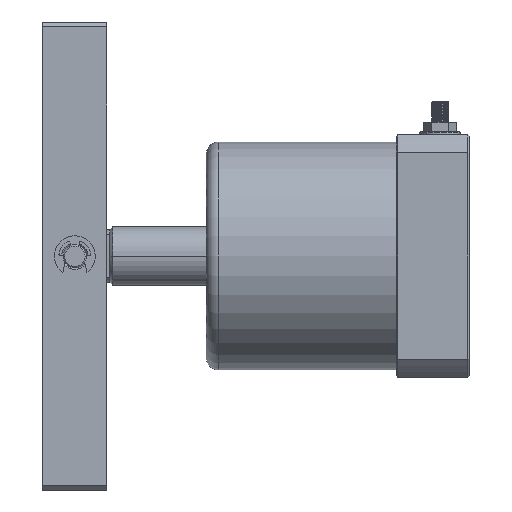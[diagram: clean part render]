
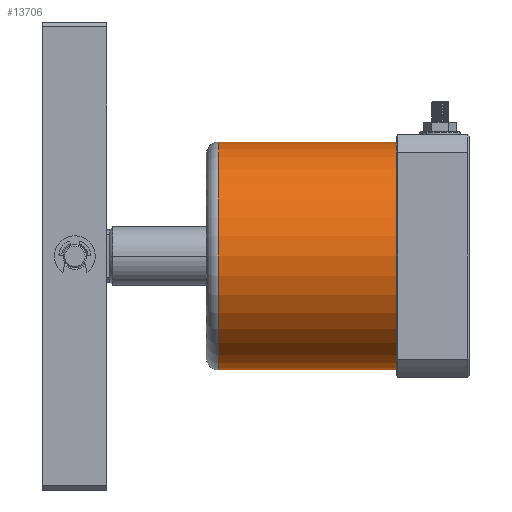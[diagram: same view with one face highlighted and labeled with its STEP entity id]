
A CAD part, left-side view. The second image highlights one B-rep face of the part: STEP entity #13706.
In plain terms, the highlighted cylindrical face has radius 39 mm (diameter 78 mm), a partial arc.
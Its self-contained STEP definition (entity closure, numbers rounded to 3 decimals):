
#50 = CARTESIAN_POINT ( 'NONE',  ( -14023.141, 1880.464, 39. ) ) ;
#287 = CARTESIAN_POINT ( 'NONE',  ( -14023.141, 1969.783, -39. ) ) ;
#547 = EDGE_CURVE ( 'NONE', #19399, #11671, #23052, .T. ) ;
#1933 = CARTESIAN_POINT ( 'NONE',  ( -14023.141, 1880.464, 0. ) ) ;
#2424 = VECTOR ( 'NONE', #7797, 1000. ) ;
#3121 = FACE_OUTER_BOUND ( 'NONE', #21984, .T. ) ;
#3782 = DIRECTION ( 'NONE',  ( 0., -1., 0. ) ) ;
#4399 = ORIENTED_EDGE ( 'NONE', *, *, #17141, .T. ) ;
#5031 = AXIS2_PLACEMENT_3D ( 'NONE', #21670, #8783, #19809 ) ;
#5137 = CARTESIAN_POINT ( 'NONE',  ( -14023.141, 1908.783, 39. ) ) ;
#5966 = EDGE_CURVE ( 'NONE', #10099, #19399, #9868, .T. ) ;
#6055 = LINE ( 'NONE', #50, #15276 ) ;
#7180 = VERTEX_POINT ( 'NONE', #10448 ) ;
#7595 = CARTESIAN_POINT ( 'NONE',  ( -14023.141, 1969.783, 0. ) ) ;
#7642 = ORIENTED_EDGE ( 'NONE', *, *, #5966, .T. ) ;
#7797 = DIRECTION ( 'NONE',  ( 0., -1., 0. ) ) ;
#8783 = DIRECTION ( 'NONE',  ( 0., 1., 0. ) ) ;
#9476 = DIRECTION ( 'NONE',  ( 0., 0., -1. ) ) ;
#9868 = LINE ( 'NONE', #16898, #2424 ) ;
#10099 = VERTEX_POINT ( 'NONE', #287 ) ;
#10448 = CARTESIAN_POINT ( 'NONE',  ( -14023.141, 1969.783, 39. ) ) ;
#11060 = DIRECTION ( 'NONE',  ( 0., -1., 0. ) ) ;
#11671 = VERTEX_POINT ( 'NONE', #5137 ) ;
#12241 = CIRCLE ( 'NONE', #15680, 39. ) ;
#12357 = CYLINDRICAL_SURFACE ( 'NONE', #22407, 39. ) ;
#12961 = DIRECTION ( 'NONE',  ( 0., 0., -1. ) ) ;
#13706 = ADVANCED_FACE ( 'NONE', ( #3121 ), #12357, .T. ) ;
#15276 = VECTOR ( 'NONE', #11060, 1000. ) ;
#15680 = AXIS2_PLACEMENT_3D ( 'NONE', #7595, #20513, #9476 ) ;
#16598 = CARTESIAN_POINT ( 'NONE',  ( -14023.141, 1908.783, -39. ) ) ;
#16898 = CARTESIAN_POINT ( 'NONE',  ( -14023.141, 1880.464, -39. ) ) ;
#17141 = EDGE_CURVE ( 'NONE', #7180, #10099, #12241, .T. ) ;
#18648 = ORIENTED_EDGE ( 'NONE', *, *, #547, .T. ) ;
#19299 = EDGE_CURVE ( 'NONE', #7180, #11671, #6055, .T. ) ;
#19399 = VERTEX_POINT ( 'NONE', #16598 ) ;
#19809 = DIRECTION ( 'NONE',  ( 0., 0., -1. ) ) ;
#20513 = DIRECTION ( 'NONE',  ( 0., -1., 0. ) ) ;
#21670 = CARTESIAN_POINT ( 'NONE',  ( -14023.141, 1908.783, 0. ) ) ;
#21923 = ORIENTED_EDGE ( 'NONE', *, *, #19299, .F. ) ;
#21984 = EDGE_LOOP ( 'NONE', ( #21923, #4399, #7642, #18648 ) ) ;
#22407 = AXIS2_PLACEMENT_3D ( 'NONE', #1933, #3782, #12961 ) ;
#23052 = CIRCLE ( 'NONE', #5031, 39. ) ;
